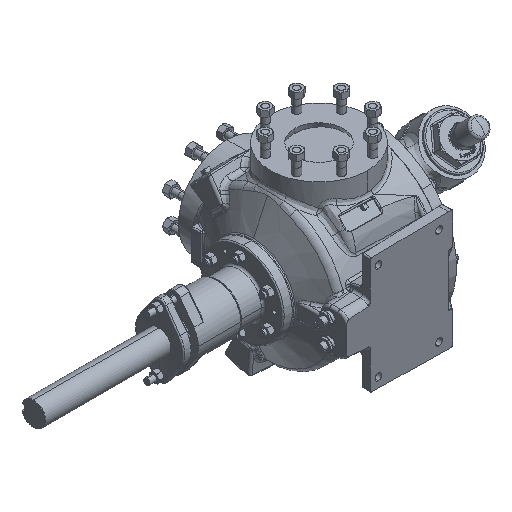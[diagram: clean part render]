
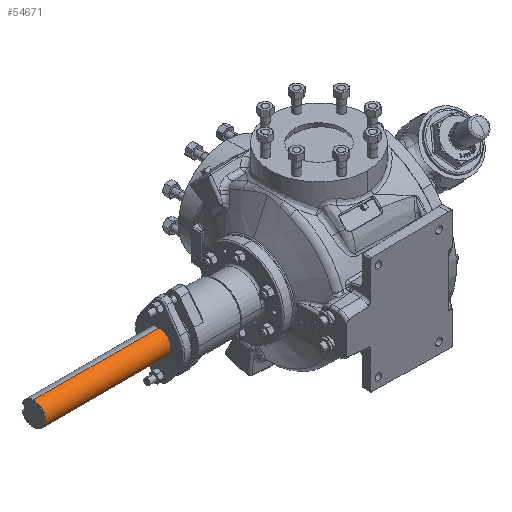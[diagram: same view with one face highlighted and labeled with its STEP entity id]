
A CAD part, isometric view. The second image highlights one B-rep face of the part: STEP entity #54671.
In plain terms, the highlighted cylindrical face has radius 30.944 mm (diameter 61.887 mm), a partial arc.
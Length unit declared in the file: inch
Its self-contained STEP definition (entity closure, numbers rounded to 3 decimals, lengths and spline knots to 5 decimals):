
#3900 = VERTEX_POINT ( 'NONE', #188479 ) ;
#6369 = ORIENTED_EDGE ( 'NONE', *, *, #168244, .T. ) ;
#9247 = VECTOR ( 'NONE', #114908, 39.37008 ) ;
#9409 = VERTEX_POINT ( 'NONE', #203108 ) ;
#23822 = CARTESIAN_POINT ( 'NONE',  ( -33.984, 0., 1.21825 ) ) ;
#28851 = ORIENTED_EDGE ( 'NONE', *, *, #83819, .T. ) ;
#34389 = CARTESIAN_POINT ( 'NONE',  ( -33.984, 0., -1.21825 ) ) ;
#35423 = CARTESIAN_POINT ( 'NONE',  ( -19.4355, 0., 1.21825 ) ) ;
#40047 = VERTEX_POINT ( 'NONE', #198590 ) ;
#52613 = AXIS2_PLACEMENT_3D ( 'NONE', #104881, #57192, #137691 ) ;
#54671 = ADVANCED_FACE ( 'Defeatured_0_193', ( #138100 ), #175781, .T. ) ;
#55809 = DIRECTION ( 'NONE',  ( 1., 0., 0. ) ) ;
#57192 = DIRECTION ( 'NONE',  ( 1., 0., 0. ) ) ;
#61636 = AXIS2_PLACEMENT_3D ( 'NONE', #65206, #177124, #81294 ) ;
#65206 = CARTESIAN_POINT ( 'NONE',  ( -33.924, 0., 0. ) ) ;
#65464 = DIRECTION ( 'NONE',  ( 1., 0., 0. ) ) ;
#81294 = DIRECTION ( 'NONE',  ( 0., 0., -1. ) ) ;
#83819 = EDGE_CURVE ( 'NONE', #3900, #40047, #131903, .T. ) ;
#94860 = VECTOR ( 'NONE', #55809, 39.37008 ) ;
#97057 = EDGE_CURVE ( 'NONE', #9409, #123819, #179979, .T. ) ;
#101372 = ORIENTED_EDGE ( 'NONE', *, *, #116796, .F. ) ;
#104881 = CARTESIAN_POINT ( 'NONE',  ( -33.984, 0., 0. ) ) ;
#105141 = EDGE_LOOP ( 'NONE', ( #206377, #6369, #28851, #101372 ) ) ;
#109059 = CIRCLE ( 'NONE', #61636, 1.21825 ) ;
#114908 = DIRECTION ( 'NONE',  ( 1., 0., 0. ) ) ;
#116796 = EDGE_CURVE ( 'Defeatured_0_204+Defeatured_0_193+Defeatured_0_193+Defeatured_0_193', #123819, #40047, #142517, .T. ) ;
#123819 = VERTEX_POINT ( 'NONE', #35423 ) ;
#131903 = LINE ( 'NONE', #34389, #9247 ) ;
#137691 = DIRECTION ( 'NONE',  ( 0., 0., -1. ) ) ;
#138100 = FACE_OUTER_BOUND ( 'NONE', #105141, .T. ) ;
#142517 = CIRCLE ( 'NONE', #163307, 1.21825 ) ;
#161285 = CARTESIAN_POINT ( 'NONE',  ( -19.4355, 0., 0. ) ) ;
#163307 = AXIS2_PLACEMENT_3D ( 'NONE', #161285, #65464, #177375 ) ;
#168244 = EDGE_CURVE ( 'Defeatured_0_193+Defeatured_0_188+Defeatured_0_189+Defeatured_0_191', #9409, #3900, #109059, .T. ) ;
#175781 = CYLINDRICAL_SURFACE ( 'NONE', #52613, 1.21825 ) ;
#177124 = DIRECTION ( 'NONE',  ( 1., 0., 0. ) ) ;
#177375 = DIRECTION ( 'NONE',  ( 0., 0., -1. ) ) ;
#179979 = LINE ( 'NONE', #23822, #94860 ) ;
#188479 = CARTESIAN_POINT ( 'NONE',  ( -33.924, 0., -1.21825 ) ) ;
#198590 = CARTESIAN_POINT ( 'NONE',  ( -19.4355, 0., -1.21825 ) ) ;
#203108 = CARTESIAN_POINT ( 'NONE',  ( -33.924, 0., 1.21825 ) ) ;
#206377 = ORIENTED_EDGE ( 'NONE', *, *, #97057, .F. ) ;
